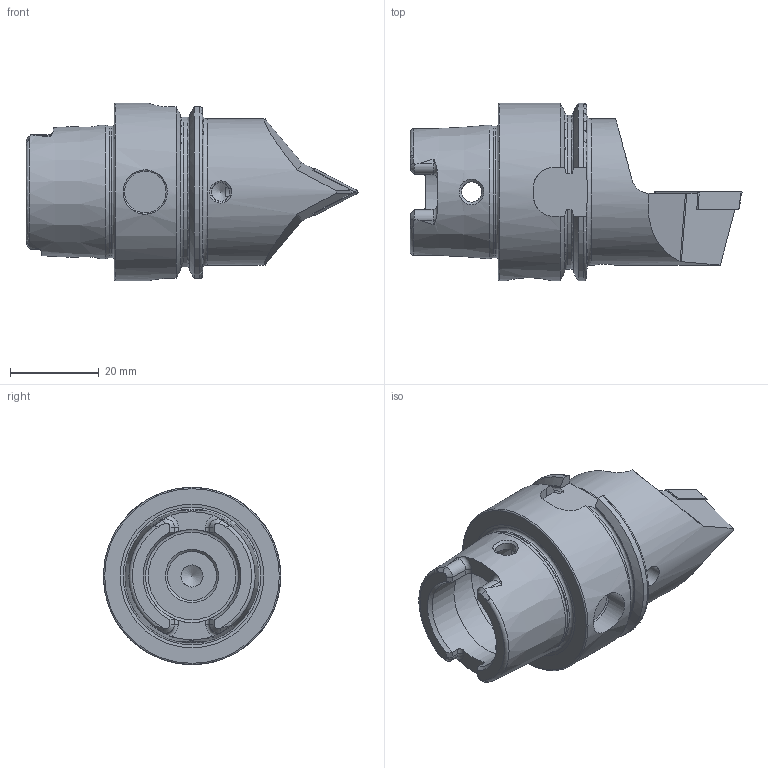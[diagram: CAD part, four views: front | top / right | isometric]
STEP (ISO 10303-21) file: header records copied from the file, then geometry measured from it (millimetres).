
FILE_DESCRIPTION (( 'STEP AP203' ), '1' );
FILE_NAME ('HA4-KDB.NNA.055.STEP', '2021-08-27T06:59:51', ( '' ), ( '' ), 'SwSTEP 2.0', 'SolidWorks 2017', '' );
FILE_SCHEMA (( 'CONFIG_CONTROL_DESIGN' ));
Length unit declared in the file: millimetre
Products named in the file (4): WCB-ER2.001.009_A; DCMT11T304; HA4-KDB.NNA.055; HA4-KDB.NNA.055_A_Fertigbearbeitung
Assembly tree (3 placements, depth 2):
  HA4-KDB.NNA.055
    HA4-KDB.NNA.055_A_Fertigbearbeitung
    DCMT11T304
    WCB-ER2.001.009_A
Bounding box: 74.91 x 40 x 40 mm (x, y, z)
Volume: 36875.4 mm3; surface area: 12630.1 mm2
Topology: 3 solids, 3 shells, 223 faces, 594 edges, 375 vertices
Faces by surface type: plane 80, cylinder 60, cone 39, torus 25, bspline 18, sphere 1
Full cylindrical faces by diameter (mm): 3.3 x1, 4 x1, 4.2 x3, 4.4 x1, 4.6 x2, 5 x2, 5.25 x1, 6.1 x1, 10 x1, 11 x1, 12.5 x1, 21 x2, 25.5 x1, 29.707 x1, 33 x1, 40 x1
Entity records: 8735 total; most frequent: CARTESIAN_POINT 3482, ORIENTED_EDGE 1048, DIRECTION 902, EDGE_CURVE 524, AXIS2_PLACEMENT_3D 360, VERTEX_POINT 355, EDGE_LOOP 279, FACE_OUTER_BOUND 256
